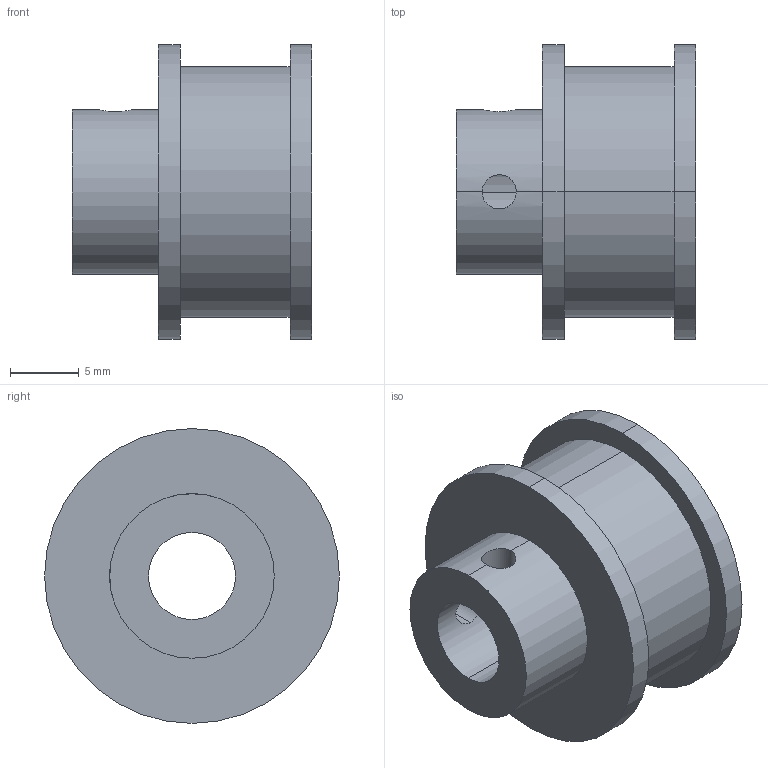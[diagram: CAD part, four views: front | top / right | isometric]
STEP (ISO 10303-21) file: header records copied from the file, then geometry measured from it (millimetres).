
FILE_DESCRIPTION (( 'STEP AP203' ), '1' );
FILE_NAME ('GT3 Timing Pulley 20 Tooth.step', '2015-07-29T19:35:46', ( '' ), ( '' ), 'SwSTEP 2.0', 'SolidWorks 2014', '' );
FILE_SCHEMA (( 'CONFIG_CONTROL_DESIGN' ));
Length unit declared in the file: millimetre
Products named in the file (1): GT3 Timing Pulley 20 Tooth
Bounding box: 17.5 x 21.5 x 21.5 mm (x, y, z)
Volume: 3396.2 mm3; surface area: 2150.9 mm2
Topology: 1 solids, 1 shells, 19 faces, 44 edges, 28 vertices
Faces by surface type: cylinder 14, plane 5
Entity records: 767 total; most frequent: CARTESIAN_POINT 240, DIRECTION 96, ORIENTED_EDGE 88, EDGE_CURVE 44, AXIS2_PLACEMENT_3D 40, VERTEX_POINT 28, EDGE_LOOP 26, CIRCLE 20
